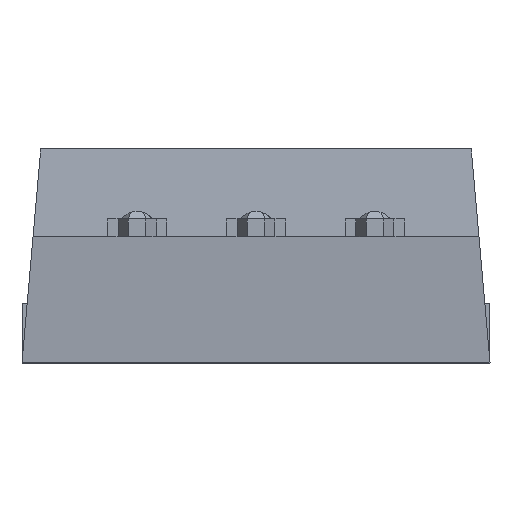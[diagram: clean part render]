
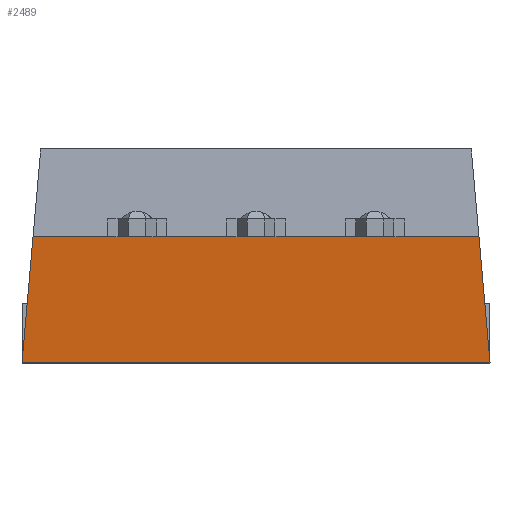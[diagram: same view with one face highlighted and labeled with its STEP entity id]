
A CAD part, front view. The second image highlights one B-rep face of the part: STEP entity #2489.
In plain terms, the highlighted face is planar.
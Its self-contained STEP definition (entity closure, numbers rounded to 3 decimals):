
#218=FACE_OUTER_BOUND('',#363,.T.);
#363=EDGE_LOOP('',(#2097,#2098,#2099,#2100));
#616=LINE('',#4001,#914);
#623=LINE('',#4014,#921);
#624=LINE('',#4017,#922);
#625=LINE('',#4018,#923);
#914=VECTOR('',#3288,10.);
#921=VECTOR('',#3297,10.);
#922=VECTOR('',#3300,10.);
#923=VECTOR('',#3301,10.);
#1166=VERTEX_POINT('',#3999);
#1167=VERTEX_POINT('',#4000);
#1171=VERTEX_POINT('',#4010);
#1173=VERTEX_POINT('',#4016);
#1482=EDGE_CURVE('',#1166,#1167,#616,.T.);
#1489=EDGE_CURVE('',#1166,#1171,#623,.T.);
#1490=EDGE_CURVE('',#1171,#1173,#624,.T.);
#1491=EDGE_CURVE('',#1173,#1167,#625,.T.);
#2097=ORIENTED_EDGE('',*,*,#1490,.F.);
#2098=ORIENTED_EDGE('',*,*,#1489,.F.);
#2099=ORIENTED_EDGE('',*,*,#1482,.T.);
#2100=ORIENTED_EDGE('',*,*,#1491,.F.);
#2357=PLANE('',#2732);
#2489=ADVANCED_FACE('',(#218),#2357,.T.);
#2732=AXIS2_PLACEMENT_3D('',#4015,#3298,#3299);
#3288=DIRECTION('',(-0.087,-0.992,-0.087));
#3297=DIRECTION('',(1.,0.,0.));
#3298=DIRECTION('center_axis',(0.,-0.087,0.996));
#3299=DIRECTION('ref_axis',(0.,-0.996,-0.087));
#3300=DIRECTION('',(0.087,-0.992,-0.087));
#3301=DIRECTION('',(-1.,0.,0.));
#3999=CARTESIAN_POINT('',(-4.764,2.695,8.65));
#4000=CARTESIAN_POINT('',(-5.,0.,8.414));
#4001=CARTESIAN_POINT('',(-4.736,3.023,8.679));
#4010=CARTESIAN_POINT('',(4.764,2.695,8.65));
#4014=CARTESIAN_POINT('',(0.,2.695,8.65));
#4015=CARTESIAN_POINT('Origin',(0.,2.695,8.65));
#4016=CARTESIAN_POINT('',(5.,0.,8.414));
#4017=CARTESIAN_POINT('',(5.013,-0.147,8.401));
#4018=CARTESIAN_POINT('',(0.,0.,8.414));
